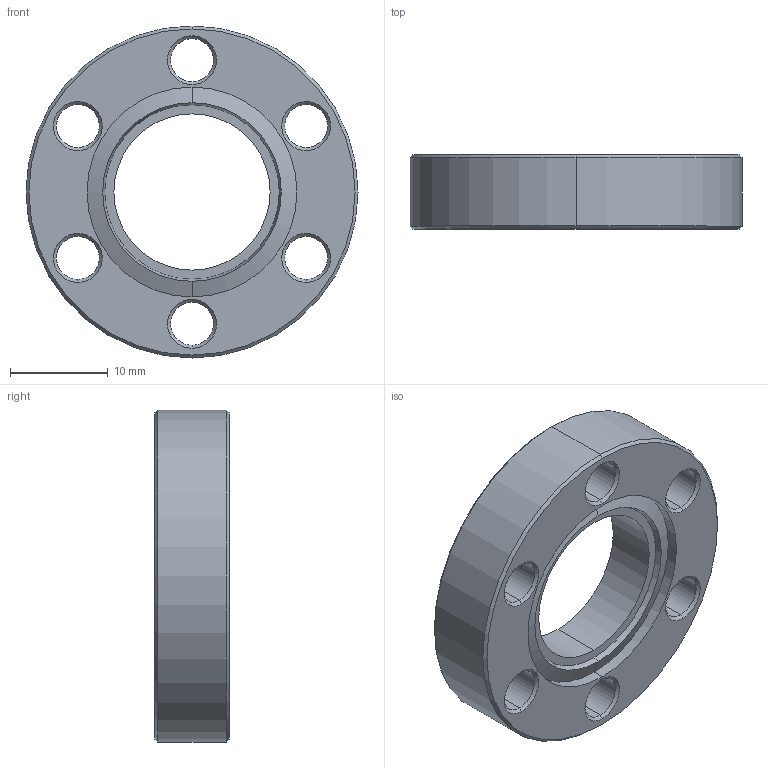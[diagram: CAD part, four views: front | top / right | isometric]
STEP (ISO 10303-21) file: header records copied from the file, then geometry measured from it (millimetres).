
FILE_DESCRIPTION (( 'STEP AP214' ), '1' );
FILE_NAME ('Hositrad_CF16-16D_DoubleSided.STEP', '2010-10-26T15:04:24', ( 'Hositrad' ), ( 'Hositrad' ), 'SwSTEP 2.0', 'SolidWorks 2010', '' );
FILE_SCHEMA (( 'AUTOMOTIVE_DESIGN' ));
Length unit declared in the file: millimetre
Products named in the file (1): Hositrad_CF16-16D_DoubleSided
Bounding box: 34 x 7.6 x 34 mm (x, y, z)
Volume: 4340.3 mm3; surface area: 3089.5 mm2
Topology: 1 solids, 1 shells, 60 faces, 132 edges, 76 vertices
Faces by surface type: cone 36, cylinder 20, plane 4
Entity records: 1706 total; most frequent: DIRECTION 330, CARTESIAN_POINT 269, ORIENTED_EDGE 264, AXIS2_PLACEMENT_3D 137, EDGE_CURVE 132, VERTEX_POINT 76, EDGE_LOOP 76, CIRCLE 76
